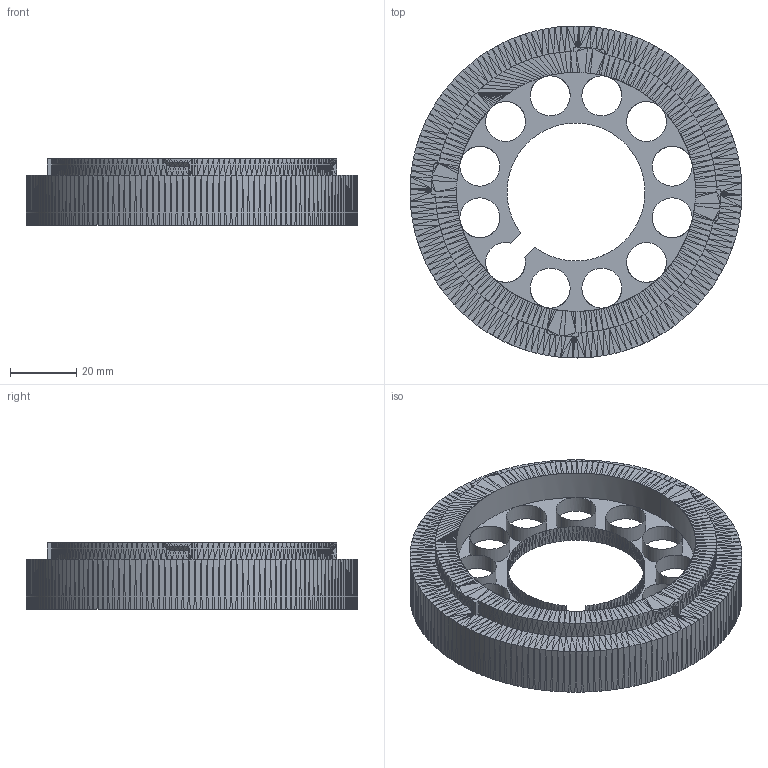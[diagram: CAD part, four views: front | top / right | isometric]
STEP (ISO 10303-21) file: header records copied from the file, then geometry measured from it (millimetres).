
FILE_DESCRIPTION (( 'STEP AP214' ), '1' );
FILE_NAME ('Lamp 2.0 E27 Base By Foxwood-modified by arthur3.STEP', '2025-12-17T19:30:42', ( '' ), ( '' ), 'SwSTEP 2.0', 'SolidWorks 2026', '' );
FILE_SCHEMA (( 'AUTOMOTIVE_DESIGN' ));
Length unit declared in the file: millimetre
Products named in the file (1): Lamp 2.0 E27 Base By Foxwood-modified by arthur3
Bounding box: 99.99 x 99.99 x 20 mm (x, y, z)
Volume: 57528.6 mm3; surface area: 23014.7 mm2
Topology: 1 solids, 1 shells, 1693 faces, 3211 edges, 1509 vertices
Faces by surface type: plane 1664, cylinder 29
Entity records: 39459 total; most frequent: DIRECTION 6962, ORIENTED_EDGE 6422, CARTESIAN_POINT 6414, EDGE_CURVE 3211, VECTOR 2848, LINE 2848, AXIS2_PLACEMENT_3D 2057, EDGE_LOOP 1706
